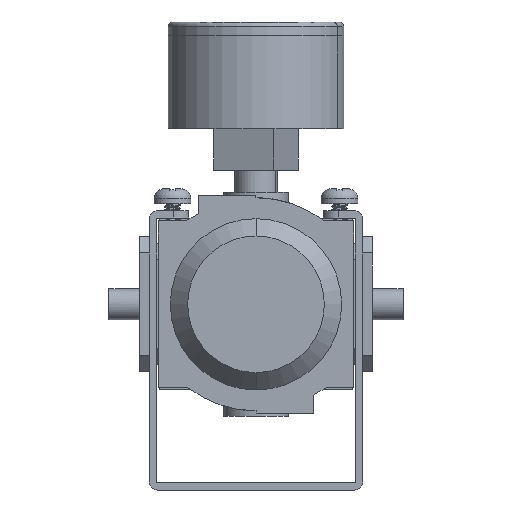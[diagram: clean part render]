
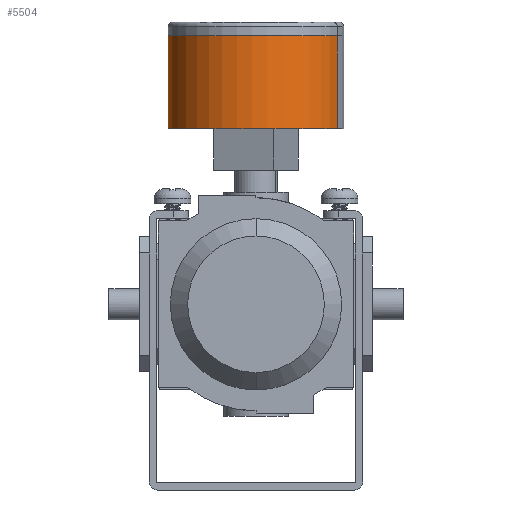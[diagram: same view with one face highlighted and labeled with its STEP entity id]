
A CAD part, front view. The second image highlights one B-rep face of the part: STEP entity #5504.
In plain terms, the highlighted cylindrical face has radius 19 mm (diameter 38 mm), a partial arc.
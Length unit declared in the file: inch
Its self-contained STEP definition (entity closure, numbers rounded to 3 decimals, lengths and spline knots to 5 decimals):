
#138 = CARTESIAN_POINT ( 'NONE',  ( -0.74803, 0., 0. ) ) ;
#488 = AXIS2_PLACEMENT_3D ( 'NONE', #1163, #4629, #9599 ) ;
#1134 = EDGE_CURVE ( 'NONE', #11663, #14458, #10935, .T. ) ;
#1163 = CARTESIAN_POINT ( 'NONE',  ( 0., 0., 1.14173 ) ) ;
#1454 = DIRECTION ( 'NONE',  ( 0., 0., 1. ) ) ;
#1588 = CARTESIAN_POINT ( 'NONE',  ( 0., 0., 0.35433 ) ) ;
#2395 = ORIENTED_EDGE ( 'NONE', *, *, #8378, .T. ) ;
#2596 = CARTESIAN_POINT ( 'NONE',  ( 0., 0., 0. ) ) ;
#2856 = CARTESIAN_POINT ( 'NONE',  ( -0.74803, 0., 0.35433 ) ) ;
#3024 = CARTESIAN_POINT ( 'NONE',  ( 0.74803, 0., 1.14173 ) ) ;
#4046 = EDGE_CURVE ( 'NONE', #14458, #9987, #10094, .T. ) ;
#4301 = CARTESIAN_POINT ( 'NONE',  ( 0.74803, 0., 0.35433 ) ) ;
#4629 = DIRECTION ( 'NONE',  ( 0., 0., 1. ) ) ;
#5083 = LINE ( 'NONE', #138, #14599 ) ;
#5176 = DIRECTION ( 'NONE',  ( 0., 0., 1. ) ) ;
#5504 = ADVANCED_FACE ( 'NONE', ( #6476 ), #7805, .T. ) ;
#6316 = CARTESIAN_POINT ( 'NONE',  ( -0.74803, 0., 1.14173 ) ) ;
#6380 = EDGE_LOOP ( 'NONE', ( #12776, #2395, #7147, #7781 ) ) ;
#6476 = FACE_OUTER_BOUND ( 'NONE', #6380, .T. ) ;
#7147 = ORIENTED_EDGE ( 'NONE', *, *, #4046, .F. ) ;
#7781 = ORIENTED_EDGE ( 'NONE', *, *, #1134, .F. ) ;
#7805 = CYLINDRICAL_SURFACE ( 'NONE', #14588, 0.74803 ) ;
#8378 = EDGE_CURVE ( 'NONE', #9436, #9987, #5083, .T. ) ;
#8524 = AXIS2_PLACEMENT_3D ( 'NONE', #1588, #8903, #11364 ) ;
#8903 = DIRECTION ( 'NONE',  ( 0., 0., 1. ) ) ;
#9436 = VERTEX_POINT ( 'NONE', #2856 ) ;
#9599 = DIRECTION ( 'NONE',  ( 1., 0., 0. ) ) ;
#9987 = VERTEX_POINT ( 'NONE', #6316 ) ;
#10094 = CIRCLE ( 'NONE', #488, 0.74803 ) ;
#10295 = EDGE_CURVE ( 'NONE', #11663, #9436, #10618, .T. ) ;
#10618 = CIRCLE ( 'NONE', #8524, 0.74803 ) ;
#10935 = LINE ( 'NONE', #13391, #16002 ) ;
#11364 = DIRECTION ( 'NONE',  ( 1., 0., 0. ) ) ;
#11663 = VERTEX_POINT ( 'NONE', #4301 ) ;
#12776 = ORIENTED_EDGE ( 'NONE', *, *, #10295, .T. ) ;
#12785 = DIRECTION ( 'NONE',  ( 1., 0., 0. ) ) ;
#13391 = CARTESIAN_POINT ( 'NONE',  ( 0.74803, 0., 0. ) ) ;
#14458 = VERTEX_POINT ( 'NONE', #3024 ) ;
#14588 = AXIS2_PLACEMENT_3D ( 'NONE', #2596, #5176, #12785 ) ;
#14599 = VECTOR ( 'NONE', #1454, 39.37008 ) ;
#15838 = DIRECTION ( 'NONE',  ( 0., 0., 1. ) ) ;
#16002 = VECTOR ( 'NONE', #15838, 39.37008 ) ;
